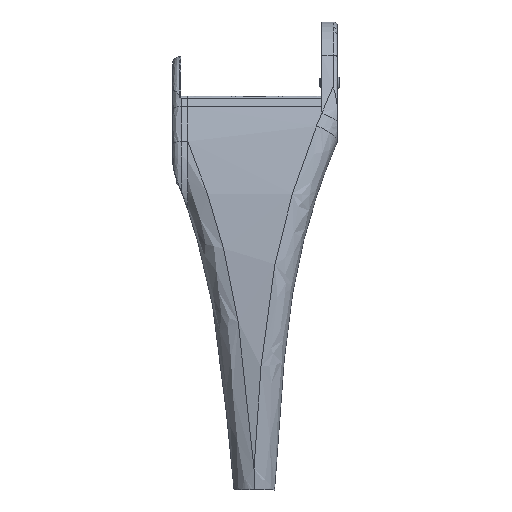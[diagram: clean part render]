
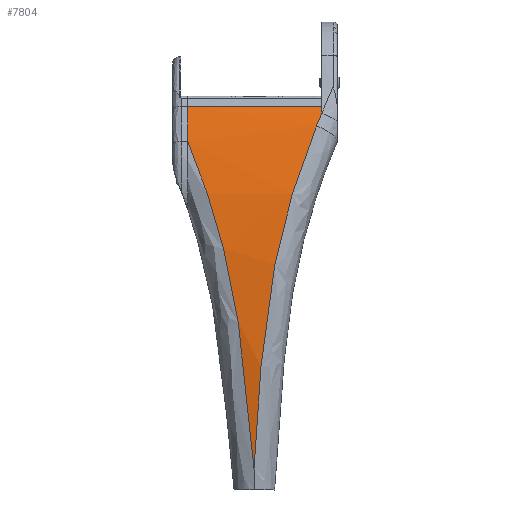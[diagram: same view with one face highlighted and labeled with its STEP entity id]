
A CAD part, top view. The second image highlights one B-rep face of the part: STEP entity #7804.
In plain terms, the highlighted free-form (B-spline) face has degree [5, 1] with [14, 2] control points.
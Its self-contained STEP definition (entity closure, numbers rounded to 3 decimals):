
#57=(
BOUNDED_SURFACE()
B_SPLINE_SURFACE(5,1,((#13296,#13297),(#13298,#13299),(#13300,#13301),(#13302,
#13303),(#13304,#13305),(#13306,#13307),(#13308,#13309),(#13310,#13311),
(#13312,#13313),(#13314,#13315),(#13316,#13317),(#13318,#13319),(#13320,
#13321),(#13322,#13323)),.UNSPECIFIED.,.F.,.F.,.F.)
B_SPLINE_SURFACE_WITH_KNOTS((6,1,1,1,1,1,1,1,1,6),(2,2),(-0.836,
-0.8,-0.7,-0.6,-0.5,-0.4,-0.3,-0.2,-0.1,0.),(0.,5.428),.UNSPECIFIED.)
GEOMETRIC_REPRESENTATION_ITEM()
RATIONAL_B_SPLINE_SURFACE(((1.,1.),(1.,1.),(1.,1.),(1.,1.),(1.,1.),(1.,
1.),(1.,1.),(1.,1.),(1.,1.),(1.,1.),(1.,1.),(1.,1.),(1.,1.),(1.,1.)))
REPRESENTATION_ITEM('')
SURFACE()
);
#362=B_SPLINE_CURVE_WITH_KNOTS('',3,(#12600,#12601,#12602,#12603,#12604,
#12605,#12606,#12607,#12608),.UNSPECIFIED.,.F.,.F.,(4,1,1,1,1,1,4),(-8.847,
-7.917,-6.268,-2.969,-0.495,
0.33,1.979),.UNSPECIFIED.);
#373=B_SPLINE_CURVE_WITH_KNOTS('',3,(#12732,#12733,#12734,#12735),
 .UNSPECIFIED.,.F.,.F.,(4,4),(-1.201,0.),.UNSPECIFIED.);
#395=B_SPLINE_CURVE_WITH_KNOTS('',3,(#13259,#13260,#13261,#13262,#13263,
#13264,#13265,#13266,#13267),.UNSPECIFIED.,.F.,.F.,(4,1,1,1,1,1,4),(-13.554,
-11.834,-10.114,-8.394,-4.954,
-3.234,-2.252),.UNSPECIFIED.);
#396=B_SPLINE_CURVE_WITH_KNOTS('',3,(#13292,#13293,#13294,#13295),
 .UNSPECIFIED.,.F.,.F.,(4,4),(-0.455,0.),
 .UNSPECIFIED.);
#627=FACE_OUTER_BOUND('',#1082,.T.);
#1082=EDGE_LOOP('',(#5428,#5429,#5430,#5431,#5432,#5433));
#1763=(
BOUNDED_CURVE()
B_SPLINE_CURVE(5,(#13324,#13325,#13326,#13327,#13328,#13329),
 .UNSPECIFIED.,.F.,.F.)
B_SPLINE_CURVE_WITH_KNOTS((6,6),(-0.836,-0.818),
 .UNSPECIFIED.)
CURVE()
GEOMETRIC_REPRESENTATION_ITEM()
RATIONAL_B_SPLINE_CURVE((1.,1.,1.,1.,1.,1.))
REPRESENTATION_ITEM('')
);
#1940=LINE('',#13177,#2553);
#2553=VECTOR('',#9051,10.);
#3180=VERTEX_POINT('',#12585);
#3181=VERTEX_POINT('',#12599);
#3192=VERTEX_POINT('',#12731);
#3233=VERTEX_POINT('',#13070);
#3239=VERTEX_POINT('',#13176);
#3241=VERTEX_POINT('',#13257);
#4009=EDGE_CURVE('',#3180,#3181,#362,.T.);
#4023=EDGE_CURVE('',#3181,#3192,#373,.T.);
#4080=EDGE_CURVE('',#3239,#3192,#1940,.T.);
#4085=EDGE_CURVE('',#3241,#3180,#395,.T.);
#4086=EDGE_CURVE('',#3233,#3241,#396,.T.);
#4087=EDGE_CURVE('',#3239,#3233,#1763,.T.);
#5428=ORIENTED_EDGE('',*,*,#4085,.F.);
#5429=ORIENTED_EDGE('',*,*,#4086,.F.);
#5430=ORIENTED_EDGE('',*,*,#4087,.F.);
#5431=ORIENTED_EDGE('',*,*,#4080,.T.);
#5432=ORIENTED_EDGE('',*,*,#4023,.F.);
#5433=ORIENTED_EDGE('',*,*,#4009,.F.);
#7804=ADVANCED_FACE('',(#627),#57,.F.);
#9051=DIRECTION('',(-1.,0.,0.));
#12585=CARTESIAN_POINT('',(-53.308,-104.087,-0.282));
#12599=CARTESIAN_POINT('',(-75.114,3.579,-0.426));
#12600=CARTESIAN_POINT('Ctrl Pts',(-53.308,-104.087,
-0.282));
#12601=CARTESIAN_POINT('Ctrl Pts',(-53.592,-100.995,
0.135));
#12602=CARTESIAN_POINT('Ctrl Pts',(-54.371,-92.406,
1.233));
#12603=CARTESIAN_POINT('Ctrl Pts',(-56.166,-72.763,3.337));
#12604=CARTESIAN_POINT('Ctrl Pts',(-59.263,-47.776,
4.853));
#12605=CARTESIAN_POINT('Ctrl Pts',(-64.672,-25.742,
4.159));
#12606=CARTESIAN_POINT('Ctrl Pts',(-69.931,-9.546,2.314));
#12607=CARTESIAN_POINT('Ctrl Pts',(-72.959,-1.61,
0.843));
#12608=CARTESIAN_POINT('Ctrl Pts',(-75.114,3.579,-0.426));
#12731=CARTESIAN_POINT('',(-75.114,15.095,-3.79));
#12732=CARTESIAN_POINT('Ctrl Pts',(-75.114,3.579,-0.426));
#12733=CARTESIAN_POINT('Ctrl Pts',(-75.114,7.464,-1.375));
#12734=CARTESIAN_POINT('Ctrl Pts',(-75.114,11.308,-2.49));
#12735=CARTESIAN_POINT('Ctrl Pts',(-75.114,15.095,-3.79));
#13070=CARTESIAN_POINT('',(-30.984,12.959,-3.078));
#13176=CARTESIAN_POINT('',(-30.984,15.095,-3.79));
#13177=CARTESIAN_POINT('',(-25.834,15.095,-3.79));
#13257=CARTESIAN_POINT('',(-32.734,8.692,-1.779));
#13259=CARTESIAN_POINT('Ctrl Pts',(-32.734,8.692,-1.779));
#13260=CARTESIAN_POINT('Ctrl Pts',(-34.906,3.285,-0.235));
#13261=CARTESIAN_POINT('Ctrl Pts',(-38.995,-7.774,
2.183));
#13262=CARTESIAN_POINT('Ctrl Pts',(-43.989,-24.846,
4.09));
#13263=CARTESIAN_POINT('Ctrl Pts',(-48.897,-47.97,
4.79));
#13264=CARTESIAN_POINT('Ctrl Pts',(-51.24,-71.221,3.48));
#13265=CARTESIAN_POINT('Ctrl Pts',(-52.537,-91.8,
1.309));
#13266=CARTESIAN_POINT('Ctrl Pts',(-53.099,-100.816,
0.159));
#13267=CARTESIAN_POINT('Ctrl Pts',(-53.307,-104.087,
-0.282));
#13292=CARTESIAN_POINT('Ctrl Pts',(-30.984,12.959,-3.078));
#13293=CARTESIAN_POINT('Ctrl Pts',(-31.575,11.546,-2.621));
#13294=CARTESIAN_POINT('Ctrl Pts',(-32.159,10.123,-2.188));
#13295=CARTESIAN_POINT('Ctrl Pts',(-32.734,8.692,-1.779));
#13296=CARTESIAN_POINT('Ctrl Pts',(-25.834,15.095,-3.79));
#13297=CARTESIAN_POINT('Ctrl Pts',(-80.114,15.095,-3.79));
#13298=CARTESIAN_POINT('Ctrl Pts',(-25.834,14.242,-3.497));
#13299=CARTESIAN_POINT('Ctrl Pts',(-80.114,14.242,-3.497));
#13300=CARTESIAN_POINT('Ctrl Pts',(-25.834,10.97,-2.407));
#13301=CARTESIAN_POINT('Ctrl Pts',(-80.114,10.97,-2.407));
#13302=CARTESIAN_POINT('Ctrl Pts',(-25.834,5.096,-0.667));
#13303=CARTESIAN_POINT('Ctrl Pts',(-80.114,5.096,-0.667));
#13304=CARTESIAN_POINT('Ctrl Pts',(-25.834,-3.75,
1.417));
#13305=CARTESIAN_POINT('Ctrl Pts',(-80.114,-3.75,
1.417));
#13306=CARTESIAN_POINT('Ctrl Pts',(-25.834,-16.163,
3.36));
#13307=CARTESIAN_POINT('Ctrl Pts',(-80.114,-16.163,
3.36));
#13308=CARTESIAN_POINT('Ctrl Pts',(-25.834,-31.728,4.509));
#13309=CARTESIAN_POINT('Ctrl Pts',(-80.114,-31.728,
4.509));
#13310=CARTESIAN_POINT('Ctrl Pts',(-25.834,-48.557,
4.621));
#13311=CARTESIAN_POINT('Ctrl Pts',(-80.114,-48.557,
4.621));
#13312=CARTESIAN_POINT('Ctrl Pts',(-25.834,-66.54,
3.789));
#13313=CARTESIAN_POINT('Ctrl Pts',(-80.114,-66.54,
3.789));
#13314=CARTESIAN_POINT('Ctrl Pts',(-25.834,-85.554,
2.113));
#13315=CARTESIAN_POINT('Ctrl Pts',(-80.114,-85.554,
2.113));
#13316=CARTESIAN_POINT('Ctrl Pts',(-25.834,-101.508,
0.162));
#13317=CARTESIAN_POINT('Ctrl Pts',(-80.114,-101.508,
0.162));
#13318=CARTESIAN_POINT('Ctrl Pts',(-25.834,-113.864,
-1.62));
#13319=CARTESIAN_POINT('Ctrl Pts',(-80.114,-113.864,
-1.62));
#13320=CARTESIAN_POINT('Ctrl Pts',(-25.834,-122.271,
-2.947));
#13321=CARTESIAN_POINT('Ctrl Pts',(-80.114,-122.271,
-2.947));
#13322=CARTESIAN_POINT('Ctrl Pts',(-25.834,-126.517,
-3.646));
#13323=CARTESIAN_POINT('Ctrl Pts',(-80.114,-126.517,
-3.646));
#13324=CARTESIAN_POINT('Ctrl Pts',(-30.984,15.095,-3.79));
#13325=CARTESIAN_POINT('Ctrl Pts',(-30.984,14.672,-3.644));
#13326=CARTESIAN_POINT('Ctrl Pts',(-30.984,14.247,-3.5));
#13327=CARTESIAN_POINT('Ctrl Pts',(-30.984,13.819,-3.358));
#13328=CARTESIAN_POINT('Ctrl Pts',(-30.984,13.39,-3.217));
#13329=CARTESIAN_POINT('Ctrl Pts',(-30.984,12.959,-3.078));
